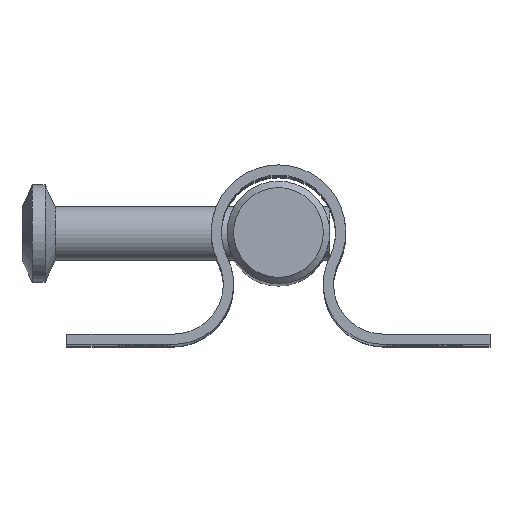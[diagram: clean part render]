
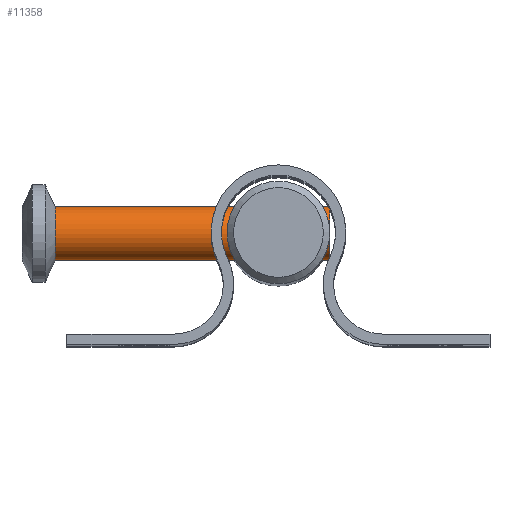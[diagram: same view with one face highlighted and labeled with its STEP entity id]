
A CAD part, top view. The second image highlights one B-rep face of the part: STEP entity #11358.
In plain terms, the highlighted cylindrical face has radius 2.1 mm (diameter 4.2 mm), a full revolution.
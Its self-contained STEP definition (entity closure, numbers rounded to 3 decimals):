
#140 = VERTEX_POINT ( 'NONE', #13174 ) ;
#730 = CIRCLE ( 'NONE', #9118, 2.1 ) ;
#800 = ORIENTED_EDGE ( 'NONE', *, *, #13432, .T. ) ;
#1024 = EDGE_LOOP ( 'NONE', ( #6339 ) ) ;
#2431 = CARTESIAN_POINT ( 'NONE',  ( 0., -4., 3.1 ) ) ;
#3511 = DIRECTION ( 'NONE',  ( 0., 1., 0. ) ) ;
#5309 = CYLINDRICAL_SURFACE ( 'NONE', #7955, 2.1 ) ;
#5428 = DIRECTION ( 'NONE',  ( 0., 0., 1. ) ) ;
#6111 = EDGE_LOOP ( 'NONE', ( #800 ) ) ;
#6339 = ORIENTED_EDGE ( 'NONE', *, *, #10185, .F. ) ;
#6937 = DIRECTION ( 'NONE',  ( 0., 0., 1. ) ) ;
#7091 = VERTEX_POINT ( 'NONE', #14258 ) ;
#7955 = AXIS2_PLACEMENT_3D ( 'NONE', #2431, #3511, #14085 ) ;
#8928 = CIRCLE ( 'NONE', #14189, 2.1 ) ;
#9118 = AXIS2_PLACEMENT_3D ( 'NONE', #9250, #13978, #6937 ) ;
#9250 = CARTESIAN_POINT ( 'NONE',  ( 0., 17.4, 3.1 ) ) ;
#10185 = EDGE_CURVE ( 'NONE', #7091, #7091, #730, .T. ) ;
#11358 = ADVANCED_FACE ( 'NONE', ( #13584, #14694 ), #5309, .T. ) ;
#11392 = CARTESIAN_POINT ( 'NONE',  ( 0., -4., 3.1 ) ) ;
#13174 = CARTESIAN_POINT ( 'NONE',  ( 0., -4., 5.2 ) ) ;
#13432 = EDGE_CURVE ( 'NONE', #140, #140, #8928, .T. ) ;
#13584 = FACE_OUTER_BOUND ( 'NONE', #1024, .T. ) ;
#13978 = DIRECTION ( 'NONE',  ( 0., 1., 0. ) ) ;
#14085 = DIRECTION ( 'NONE',  ( 0., 0., 1. ) ) ;
#14189 = AXIS2_PLACEMENT_3D ( 'NONE', #11392, #14842, #5428 ) ;
#14258 = CARTESIAN_POINT ( 'NONE',  ( 0., 17.4, 5.2 ) ) ;
#14694 = FACE_OUTER_BOUND ( 'NONE', #6111, .T. ) ;
#14842 = DIRECTION ( 'NONE',  ( 0., 1., 0. ) ) ;
